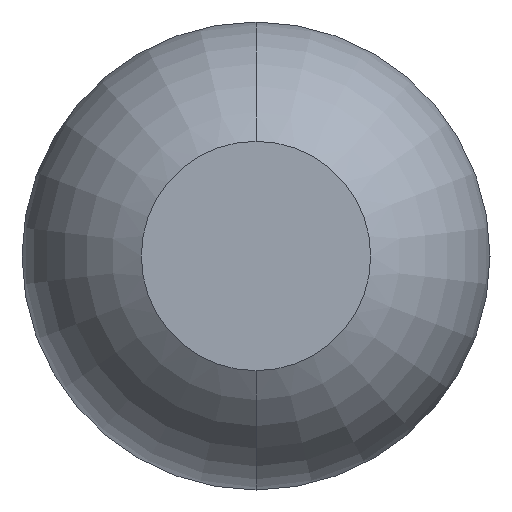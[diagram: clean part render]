
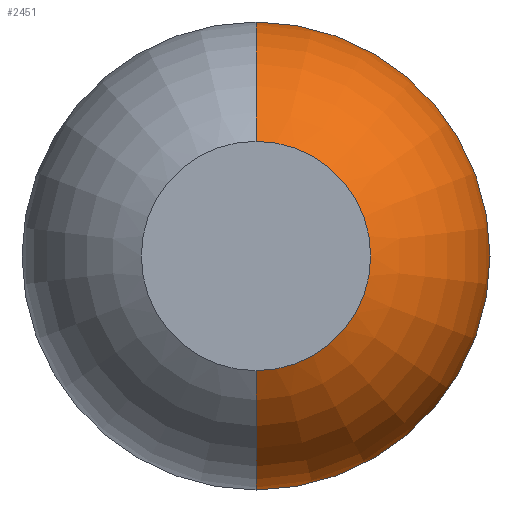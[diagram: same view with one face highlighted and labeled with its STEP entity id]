
A CAD part, front view. The second image highlights one B-rep face of the part: STEP entity #2451.
In plain terms, the highlighted toroidal (fillet/blend) face has major radius 0.01 mm and minor radius 0.5 mm.
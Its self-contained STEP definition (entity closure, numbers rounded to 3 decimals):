
#170 = ORIENTED_EDGE ( 'NONE', *, *, #2764, .F. ) ;
#242 = AXIS2_PLACEMENT_3D ( 'NONE', #2685, #3627, #879 ) ;
#272 = DIRECTION ( 'NONE',  ( 1., 0., 0. ) ) ;
#335 = FACE_OUTER_BOUND ( 'NONE', #3135, .T. ) ;
#383 = EDGE_CURVE ( 'Defeature ausgef�hrt1_0+Defeature ausgef�hrt1_6+Defeature ausgef�hrt1_6+Defeature ausgef�hrt1_6', #2234, #1563, #3215, .T. ) ;
#616 = AXIS2_PLACEMENT_3D ( 'NONE', #2932, #2023, #839 ) ;
#812 = CIRCLE ( 'NONE', #945, 0.5 ) ;
#839 = DIRECTION ( 'NONE',  ( 0., 0., -1. ) ) ;
#879 = DIRECTION ( 'NONE',  ( 0., 0., 1. ) ) ;
#945 = AXIS2_PLACEMENT_3D ( 'NONE', #1227, #272, #2169 ) ;
#1227 = CARTESIAN_POINT ( 'NONE',  ( 0., -24.961, 0.01 ) ) ;
#1351 = CARTESIAN_POINT ( 'NONE',  ( 0., -25.4, 0.25 ) ) ;
#1474 = DIRECTION ( 'NONE',  ( 0., -1., 0. ) ) ;
#1563 = VERTEX_POINT ( 'NONE', #2391 ) ;
#1747 = DIRECTION ( 'NONE',  ( 0., 0., 1. ) ) ;
#1806 = VERTEX_POINT ( 'NONE', #3757 ) ;
#1856 = EDGE_CURVE ( 'Defeature ausgef�hrt1_0+Defeature ausgef�hrt1_21+Defeature ausgef�hrt1_21+Defeature ausgef�hrt1_21', #2282, #1806, #2999, .T. ) ;
#1886 = ORIENTED_EDGE ( 'NONE', *, *, #383, .T. ) ;
#2023 = DIRECTION ( 'NONE',  ( 0., -1., 0. ) ) ;
#2169 = DIRECTION ( 'NONE',  ( 0., 0., -1. ) ) ;
#2173 = CIRCLE ( 'NONE', #242, 0.5 ) ;
#2234 = VERTEX_POINT ( 'NONE', #2268 ) ;
#2268 = CARTESIAN_POINT ( 'NONE',  ( 0., -24.961, -0.51 ) ) ;
#2282 = VERTEX_POINT ( 'NONE', #1351 ) ;
#2391 = CARTESIAN_POINT ( 'NONE',  ( 0., -24.961, 0.51 ) ) ;
#2451 = ADVANCED_FACE ( 'Defeature ausgef�hrt1_0', ( #335 ), #2490, .T. ) ;
#2490 = TOROIDAL_SURFACE ( 'NONE', #3363, 0.01, 0.5 ) ;
#2614 = DIRECTION ( 'NONE',  ( 0., 1., 0. ) ) ;
#2685 = CARTESIAN_POINT ( 'NONE',  ( 0., -24.961, -0.01 ) ) ;
#2704 = DIRECTION ( 'NONE',  ( 0., 0., -1. ) ) ;
#2764 = EDGE_CURVE ( 'NONE', #2234, #1806, #2173, .T. ) ;
#2795 = EDGE_CURVE ( 'NONE', #1563, #2282, #812, .T. ) ;
#2932 = CARTESIAN_POINT ( 'NONE',  ( 0., -24.961, 0. ) ) ;
#2999 = CIRCLE ( 'NONE', #3507, 0.25 ) ;
#3135 = EDGE_LOOP ( 'NONE', ( #1886, #3658, #3562, #170 ) ) ;
#3215 = CIRCLE ( 'NONE', #616, 0.51 ) ;
#3223 = CARTESIAN_POINT ( 'NONE',  ( 0., -25.4, 0. ) ) ;
#3363 = AXIS2_PLACEMENT_3D ( 'NONE', #3898, #1474, #2704 ) ;
#3507 = AXIS2_PLACEMENT_3D ( 'NONE', #3223, #2614, #1747 ) ;
#3562 = ORIENTED_EDGE ( 'NONE', *, *, #1856, .T. ) ;
#3627 = DIRECTION ( 'NONE',  ( -1., 0., 0. ) ) ;
#3658 = ORIENTED_EDGE ( 'NONE', *, *, #2795, .T. ) ;
#3757 = CARTESIAN_POINT ( 'NONE',  ( 0., -25.4, -0.25 ) ) ;
#3898 = CARTESIAN_POINT ( 'NONE',  ( 0., -24.961, 0. ) ) ;
